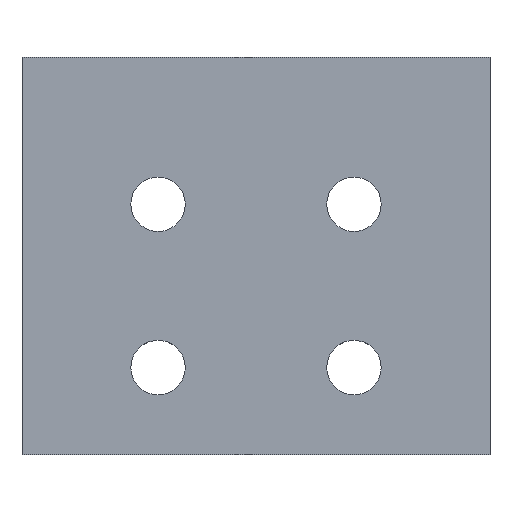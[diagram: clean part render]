
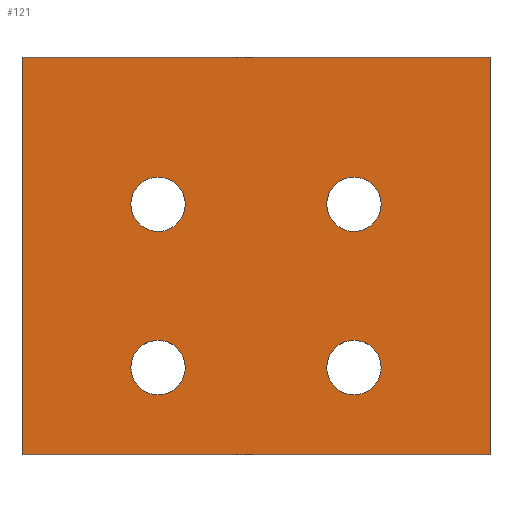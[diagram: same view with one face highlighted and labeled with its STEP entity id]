
A CAD part, top view. The second image highlights one B-rep face of the part: STEP entity #121.
In plain terms, the highlighted planar face has unit normal (0, 0, 1).
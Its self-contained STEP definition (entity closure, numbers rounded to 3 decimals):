
#121 = ADVANCED_FACE( '', ( #227, #228, #229, #230, #231 ), #232, .T. );
#227 = FACE_BOUND( '', #339, .T. );
#228 = FACE_BOUND( '', #340, .T. );
#229 = FACE_BOUND( '', #341, .T. );
#230 = FACE_BOUND( '', #342, .T. );
#231 = FACE_OUTER_BOUND( '', #343, .T. );
#232 = PLANE( '', #344 );
#339 = EDGE_LOOP( '', ( #751, #752 ) );
#340 = EDGE_LOOP( '', ( #753, #754 ) );
#341 = EDGE_LOOP( '', ( #755, #756 ) );
#342 = EDGE_LOOP( '', ( #757, #758 ) );
#343 = EDGE_LOOP( '', ( #759, #760, #761, #762 ) );
#344 = AXIS2_PLACEMENT_3D( '', #763, #764, #765 );
#751 = ORIENTED_EDGE( '', *, *, #805, .T. );
#752 = ORIENTED_EDGE( '', *, *, #879, .T. );
#753 = ORIENTED_EDGE( '', *, *, #801, .T. );
#754 = ORIENTED_EDGE( '', *, *, #881, .T. );
#755 = ORIENTED_EDGE( '', *, *, #797, .T. );
#756 = ORIENTED_EDGE( '', *, *, #883, .T. );
#757 = ORIENTED_EDGE( '', *, *, #793, .T. );
#758 = ORIENTED_EDGE( '', *, *, #885, .T. );
#759 = ORIENTED_EDGE( '', *, *, #935, .T. );
#760 = ORIENTED_EDGE( '', *, *, #927, .F. );
#761 = ORIENTED_EDGE( '', *, *, #936, .F. );
#762 = ORIENTED_EDGE( '', *, *, #933, .T. );
#763 = CARTESIAN_POINT( '', ( 21.5, 36.5, 0. ) );
#764 = DIRECTION( '', ( 0., 0., 1. ) );
#765 = DIRECTION( '', ( 0., 1., 0. ) );
#793 = EDGE_CURVE( '', #938, #942, #944, .T. );
#797 = EDGE_CURVE( '', #946, #950, #952, .T. );
#801 = EDGE_CURVE( '', #954, #958, #960, .T. );
#805 = EDGE_CURVE( '', #962, #966, #968, .T. );
#879 = EDGE_CURVE( '', #966, #962, #1092, .T. );
#881 = EDGE_CURVE( '', #958, #954, #1094, .T. );
#883 = EDGE_CURVE( '', #950, #946, #1096, .T. );
#885 = EDGE_CURVE( '', #942, #938, #1098, .T. );
#927 = EDGE_CURVE( '', #1165, #1167, #1168, .T. );
#933 = EDGE_CURVE( '', #1177, #1175, #1178, .T. );
#935 = EDGE_CURVE( '', #1175, #1167, #1180, .T. );
#936 = EDGE_CURVE( '', #1177, #1165, #1181, .T. );
#938 = VERTEX_POINT( '', #1183 );
#942 = VERTEX_POINT( '', #1188 );
#944 = CIRCLE( '', #1191, 2.5 );
#946 = VERTEX_POINT( '', #1193 );
#950 = VERTEX_POINT( '', #1198 );
#952 = CIRCLE( '', #1201, 2.5 );
#954 = VERTEX_POINT( '', #1203 );
#958 = VERTEX_POINT( '', #1208 );
#960 = CIRCLE( '', #1211, 2.5 );
#962 = VERTEX_POINT( '', #1213 );
#966 = VERTEX_POINT( '', #1218 );
#968 = CIRCLE( '', #1221, 2.5 );
#1092 = CIRCLE( '', #1452, 2.5 );
#1094 = CIRCLE( '', #1454, 2.5 );
#1096 = CIRCLE( '', #1456, 2.5 );
#1098 = CIRCLE( '', #1458, 2.5 );
#1165 = VERTEX_POINT( '', #1552 );
#1167 = VERTEX_POINT( '', #1555 );
#1168 = LINE( '', #1556, #1557 );
#1175 = VERTEX_POINT( '', #1568 );
#1177 = VERTEX_POINT( '', #1571 );
#1178 = LINE( '', #1572, #1573 );
#1180 = LINE( '', #1576, #1577 );
#1181 = LINE( '', #1578, #1579 );
#1183 = CARTESIAN_POINT( '', ( -6.5, 23., 0. ) );
#1188 = CARTESIAN_POINT( '', ( -11.5, 23., 0. ) );
#1191 = AXIS2_PLACEMENT_3D( '', #1585, #1586, #1587 );
#1193 = CARTESIAN_POINT( '', ( 11.5, 23., 0. ) );
#1198 = CARTESIAN_POINT( '', ( 6.5, 23., 0. ) );
#1201 = AXIS2_PLACEMENT_3D( '', #1593, #1594, #1595 );
#1203 = CARTESIAN_POINT( '', ( -6.5, 8., 0. ) );
#1208 = CARTESIAN_POINT( '', ( -11.5, 8., 0. ) );
#1211 = AXIS2_PLACEMENT_3D( '', #1601, #1602, #1603 );
#1213 = CARTESIAN_POINT( '', ( 11.5, 8., 0. ) );
#1218 = CARTESIAN_POINT( '', ( 6.5, 8., 0. ) );
#1221 = AXIS2_PLACEMENT_3D( '', #1609, #1610, #1611 );
#1452 = AXIS2_PLACEMENT_3D( '', #1725, #1726, #1727 );
#1454 = AXIS2_PLACEMENT_3D( '', #1731, #1732, #1733 );
#1456 = AXIS2_PLACEMENT_3D( '', #1737, #1738, #1739 );
#1458 = AXIS2_PLACEMENT_3D( '', #1743, #1744, #1745 );
#1552 = CARTESIAN_POINT( '', ( 21.5, 0., 0. ) );
#1555 = CARTESIAN_POINT( '', ( -21.5, 0., 0. ) );
#1556 = CARTESIAN_POINT( '', ( 21.5, 0., 0. ) );
#1557 = VECTOR( '', #1813, 1. );
#1568 = CARTESIAN_POINT( '', ( -21.5, 36.5, 0. ) );
#1571 = CARTESIAN_POINT( '', ( 21.5, 36.5, 0. ) );
#1572 = CARTESIAN_POINT( '', ( 21.5, 36.5, 0. ) );
#1573 = VECTOR( '', #1819, 1. );
#1576 = CARTESIAN_POINT( '', ( -21.5, 36.5, 0. ) );
#1577 = VECTOR( '', #1821, 1. );
#1578 = CARTESIAN_POINT( '', ( 21.5, 36.5, 0. ) );
#1579 = VECTOR( '', #1822, 1. );
#1585 = CARTESIAN_POINT( '', ( -9., 23., 0. ) );
#1586 = DIRECTION( '', ( 0., 0., -1. ) );
#1587 = DIRECTION( '', ( 1., 0., 0. ) );
#1593 = CARTESIAN_POINT( '', ( 9., 23., 0. ) );
#1594 = DIRECTION( '', ( 0., 0., -1. ) );
#1595 = DIRECTION( '', ( 1., 0., 0. ) );
#1601 = CARTESIAN_POINT( '', ( -9., 8., 0. ) );
#1602 = DIRECTION( '', ( 0., 0., -1. ) );
#1603 = DIRECTION( '', ( 1., 0., 0. ) );
#1609 = CARTESIAN_POINT( '', ( 9., 8., 0. ) );
#1610 = DIRECTION( '', ( 0., 0., -1. ) );
#1611 = DIRECTION( '', ( 1., 0., 0. ) );
#1725 = CARTESIAN_POINT( '', ( 9., 8., 0. ) );
#1726 = DIRECTION( '', ( 0., 0., -1. ) );
#1727 = DIRECTION( '', ( 1., 0., 0. ) );
#1731 = CARTESIAN_POINT( '', ( -9., 8., 0. ) );
#1732 = DIRECTION( '', ( 0., 0., -1. ) );
#1733 = DIRECTION( '', ( 1., 0., 0. ) );
#1737 = CARTESIAN_POINT( '', ( 9., 23., 0. ) );
#1738 = DIRECTION( '', ( 0., 0., -1. ) );
#1739 = DIRECTION( '', ( 1., 0., 0. ) );
#1743 = CARTESIAN_POINT( '', ( -9., 23., 0. ) );
#1744 = DIRECTION( '', ( 0., 0., -1. ) );
#1745 = DIRECTION( '', ( 1., 0., 0. ) );
#1813 = DIRECTION( '', ( -1., 0., 0. ) );
#1819 = DIRECTION( '', ( -1., 0., 0. ) );
#1821 = DIRECTION( '', ( 0., -1., 0. ) );
#1822 = DIRECTION( '', ( 0., -1., 0. ) );
